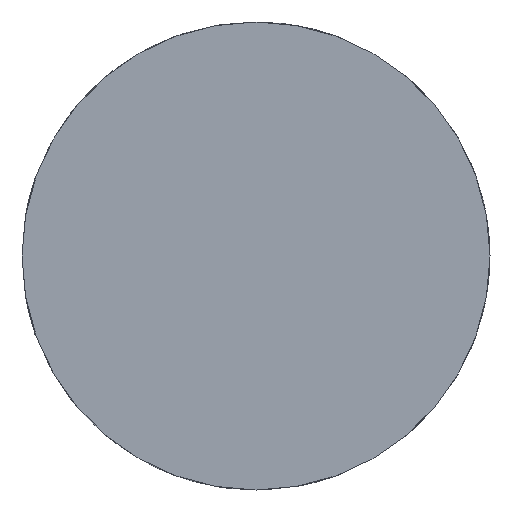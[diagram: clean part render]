
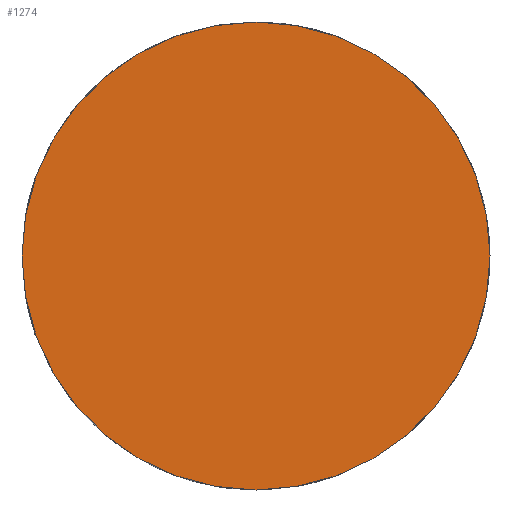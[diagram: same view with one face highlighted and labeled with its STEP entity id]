
A CAD part, left-side view. The second image highlights one B-rep face of the part: STEP entity #1274.
In plain terms, the highlighted planar face has unit normal (-1, 0, 0).
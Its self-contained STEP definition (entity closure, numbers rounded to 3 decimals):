
#31=CIRCLE('',#1401,75.);
#107=FACE_OUTER_BOUND('',#179,.T.);
#179=EDGE_LOOP('',(#1023));
#601=VERTEX_POINT('',#2023);
#750=EDGE_CURVE('',#601,#601,#31,.T.);
#1023=ORIENTED_EDGE('',*,*,#750,.F.);
#1206=PLANE('',#1400);
#1274=ADVANCED_FACE('',(#107),#1206,.F.);
#1400=AXIS2_PLACEMENT_3D('',#2022,#1653,#1654);
#1401=AXIS2_PLACEMENT_3D('',#2024,#1655,#1656);
#1653=DIRECTION('center_axis',(1.,0.,0.));
#1654=DIRECTION('ref_axis',(0.,0.,-1.));
#1655=DIRECTION('center_axis',(1.,0.,0.));
#1656=DIRECTION('ref_axis',(0.,0.,-1.));
#2022=CARTESIAN_POINT('Origin',(17.5,-40.401,19.976));
#2023=CARTESIAN_POINT('',(17.5,-40.401,94.976));
#2024=CARTESIAN_POINT('Origin',(17.5,-40.401,19.976));
